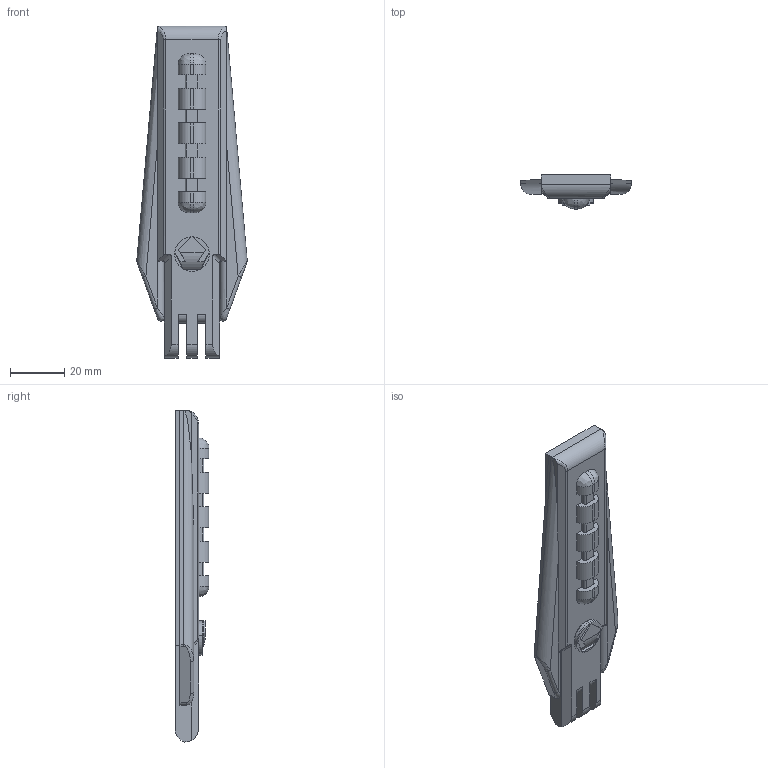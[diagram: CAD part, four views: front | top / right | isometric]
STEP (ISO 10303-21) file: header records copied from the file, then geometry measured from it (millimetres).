
FILE_DESCRIPTION(/* description */ (''),/* implementation_level */ '2;1');
FILE_NAME(/* name */ 'EVRICS TOP V3 v1.step',/* time_stamp */ '2023-05-20T09:44:11-04:00',/* author */ (''),/* organization */ (''),/* preprocessor_version */ 'ST-DEVELOPER v19.2',/* originating_system */ 'Autodesk Translation Framework v12.4.0.73',/* authorisation */ '');
FILE_SCHEMA (('AUTOMOTIVE_DESIGN { 1 0 10303 214 3 1 1 }'));
Length unit declared in the file: inch
Products named in the file (1): EVRICS TOP V3
Bounding box: 40.6 x 12.45 x 122.08 mm (x, y, z)
Volume: 29144.8 mm3; surface area: 13507 mm2
Topology: 17 solids, 17 shells, 163 faces, 364 edges, 236 vertices
Faces by surface type: plane 101, cylinder 52, bspline 10
Entity records: 4810 total; most frequent: CARTESIAN_POINT 1084, DIRECTION 785, ORIENTED_EDGE 728, EDGE_CURVE 364, AXIS2_PLACEMENT_3D 273, LINE 239, VECTOR 239, VERTEX_POINT 236
